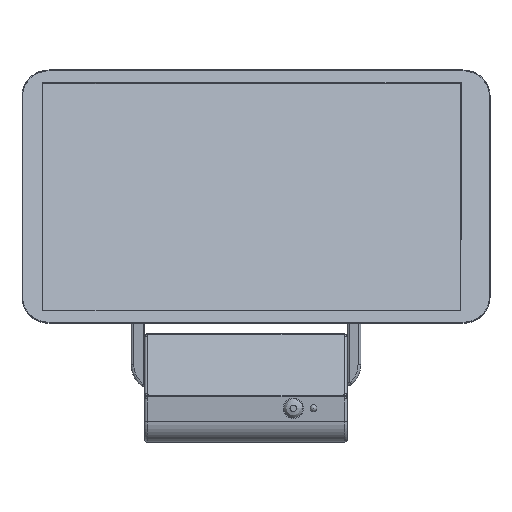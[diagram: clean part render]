
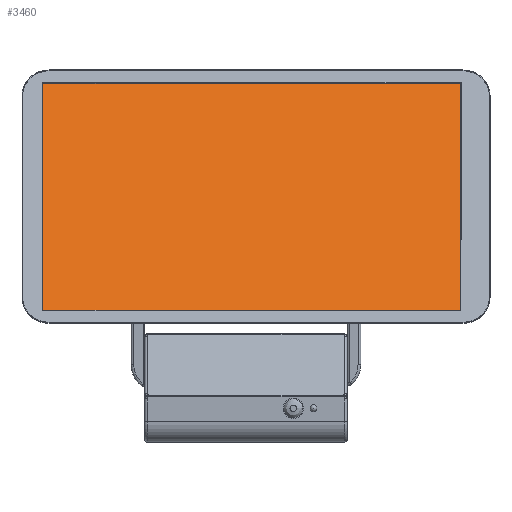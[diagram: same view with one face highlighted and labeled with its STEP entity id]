
A CAD part, front view. The second image highlights one B-rep face of the part: STEP entity #3460.
In plain terms, the highlighted face is planar.
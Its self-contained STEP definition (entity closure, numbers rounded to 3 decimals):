
#141=PLANE('',#3810);
#296=LINE('',#9305,#528);
#299=LINE('',#9310,#531);
#301=LINE('',#9314,#533);
#303=LINE('',#9317,#535);
#528=VECTOR('',#4552,10.);
#531=VECTOR('',#4557,10.);
#533=VECTOR('',#4561,10.);
#535=VECTOR('',#4565,10.);
#857=FACE_OUTER_BOUND('',#1087,.T.);
#1087=EDGE_LOOP('',(#2916,#2917,#2918,#2919));
#1647=VERTEX_POINT('',#9303);
#1648=VERTEX_POINT('',#9304);
#1649=VERTEX_POINT('',#9309);
#1650=VERTEX_POINT('',#9313);
#2082=EDGE_CURVE('',#1647,#1648,#296,.T.);
#2085=EDGE_CURVE('',#1648,#1649,#299,.T.);
#2087=EDGE_CURVE('',#1649,#1650,#301,.T.);
#2089=EDGE_CURVE('',#1650,#1647,#303,.T.);
#2916=ORIENTED_EDGE('',*,*,#2089,.F.);
#2917=ORIENTED_EDGE('',*,*,#2087,.F.);
#2918=ORIENTED_EDGE('',*,*,#2085,.F.);
#2919=ORIENTED_EDGE('',*,*,#2082,.F.);
#3460=ADVANCED_FACE('',(#857),#141,.T.);
#3810=AXIS2_PLACEMENT_3D('',#9318,#4566,#4567);
#4552=DIRECTION('',(0.,0.707,0.707));
#4557=DIRECTION('',(1.,0.,0.));
#4561=DIRECTION('',(0.,-0.707,-0.707));
#4565=DIRECTION('',(-1.,0.,0.));
#4566=DIRECTION('center_axis',(0.,-0.707,
0.707));
#4567=DIRECTION('ref_axis',(1.,0.,0.));
#9303=CARTESIAN_POINT('',(-69.5,-171.066,86.92));
#9304=CARTESIAN_POINT('',(-69.5,-44.494,213.492));
#9305=CARTESIAN_POINT('',(-69.5,-75.96,182.026));
#9309=CARTESIAN_POINT('',(239.5,-44.494,213.492));
#9310=CARTESIAN_POINT('',(162.5,-44.494,213.492));
#9313=CARTESIAN_POINT('',(239.5,-171.066,86.92));
#9314=CARTESIAN_POINT('',(239.5,-139.6,118.387));
#9317=CARTESIAN_POINT('',(7.5,-171.066,86.92));
#9318=CARTESIAN_POINT('Origin',(85.,-107.78,150.206));
